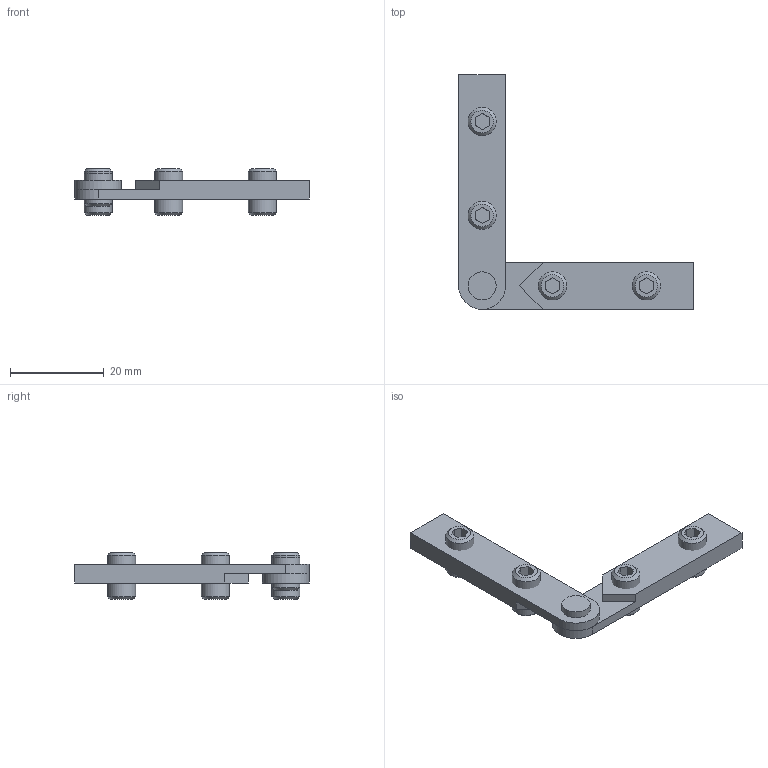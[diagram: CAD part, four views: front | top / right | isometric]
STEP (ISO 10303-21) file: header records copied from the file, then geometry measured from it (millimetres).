
FILE_DESCRIPTION(/* description */ (''),/* implementation_level */ '2;1');
FILE_NAME(/* name */ '321291.stp',/* time_stamp */ '2022-10-06T08:02:27+02:00',/* author */ ('aluteckkpl_am'),/* organization */ (''),/* preprocessor_version */ 'ST-DEVELOPER v18.1',/* originating_system */ 'Autodesk Inventor 2021',/* authorisation */ '');
FILE_SCHEMA (('CONFIG_CONTROL_DESIGN'));
Length unit declared in the file: millimetre
Products named in the file (4): 321291; 321291-1; 321291-2; DIN 913 M6 x 10
Assembly tree (7 placements, depth 2):
  321291
    321291-1  x2
    321291-2
    DIN 913 M6 x 10  x4
Bounding box: 50 x 50 x 10 mm (x, y, z)
Volume: 4099.1 mm3; surface area: 4132.7 mm2
Topology: 7 solids, 7 shells, 80 faces, 197 edges, 133 vertices
Faces by surface type: plane 52, cylinder 15, cone 13
Full cylindrical faces by diameter (mm): 4 x3, 4.917 x4, 6 x6
Entity records: 1162 total; most frequent: DIRECTION 186, CARTESIAN_POINT 186, ORIENTED_EDGE 154, EDGE_CURVE 77, AXIS2_PLACEMENT_3D 72, VERTEX_POINT 54, LINE 42, VECTOR 42
